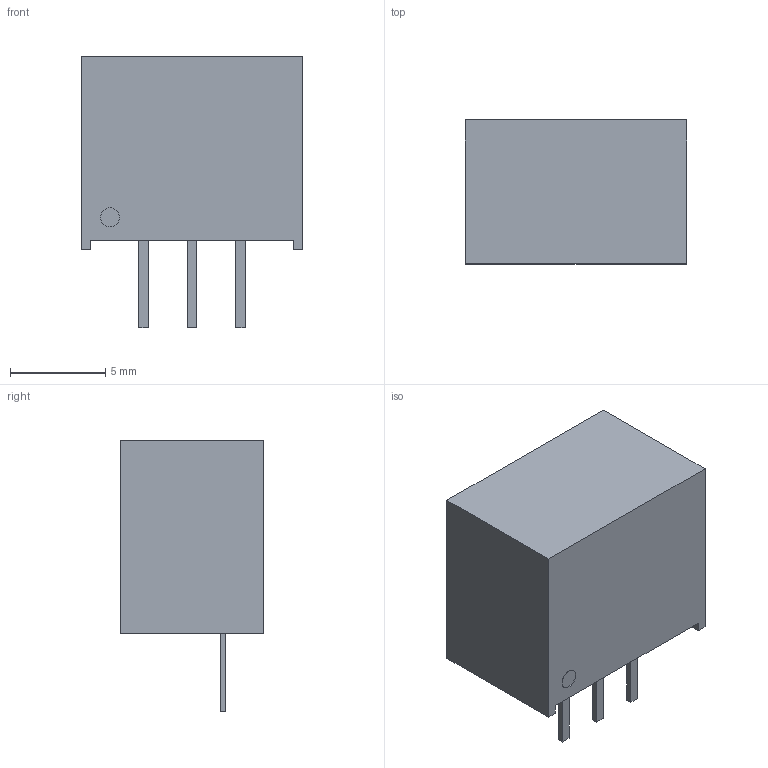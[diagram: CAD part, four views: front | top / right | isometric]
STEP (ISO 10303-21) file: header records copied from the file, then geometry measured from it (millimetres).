
FILE_DESCRIPTION(('FreeCAD Model'),'2;1');
FILE_NAME('CUI_VX7805-500.step', '2020-06-22T22:15:57',('kicad StepUp'),('ksu MCAD'), 'Open CASCADE STEP processor 7.3','FreeCAD','Unknown');
FILE_SCHEMA(('AUTOMOTIVE_DESIGN { 1 0 10303 214 1 1 1 1 }'));
Length unit declared in the file: millimetre
Products named in the file (1): CUI_VX7805-500
Bounding box: 11.6 x 7.55 x 14.26 mm (x, y, z)
Volume: 851.9 mm3; surface area: 583.6 mm2
Topology: 2 solids, 2 shells, 29 faces, 198 edges, 572 vertices
Faces by surface type: plane 27, cylinder 2
Entity records: 2755 total; most frequent: CARTESIAN_POINT 800, DIRECTION 270, LINE 186, VECTOR 186, GEOMETRIC_CURVE_SET 133, ORIENTED_EDGE 132, TRIMMED_CURVE 132, STYLED_ITEM 68
